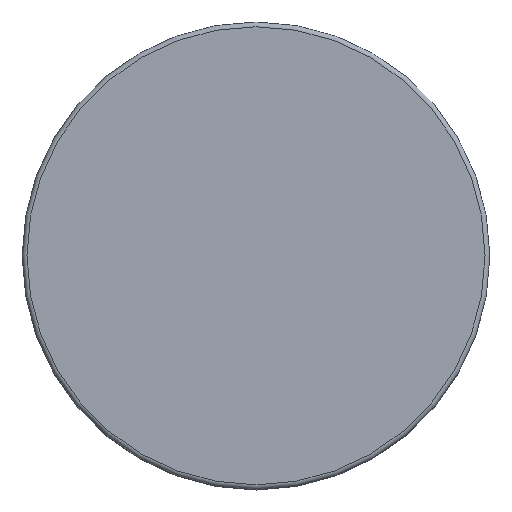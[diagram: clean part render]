
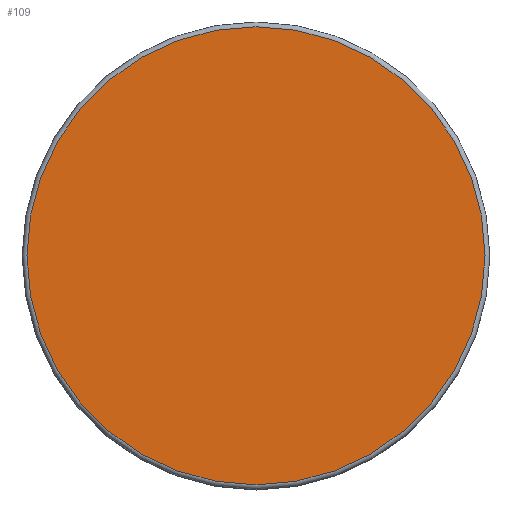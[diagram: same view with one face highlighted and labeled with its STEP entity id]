
A CAD part, top view. The second image highlights one B-rep face of the part: STEP entity #109.
In plain terms, the highlighted face is planar.
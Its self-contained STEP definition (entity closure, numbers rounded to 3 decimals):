
#109 = ADVANCED_FACE( '', ( #215 ), #216, .F. );
#215 = FACE_OUTER_BOUND( '', #330, .T. );
#216 = PLANE( '', #331 );
#330 = EDGE_LOOP( '', ( #462 ) );
#331 = AXIS2_PLACEMENT_3D( '', #463, #464, #465 );
#462 = ORIENTED_EDGE( '', *, *, #650, .T. );
#463 = CARTESIAN_POINT( '', ( 3.5, 24., 0. ) );
#464 = DIRECTION( '', ( -1., 0., 0. ) );
#465 = DIRECTION( '', ( 0., 0., 1. ) );
#650 = EDGE_CURVE( '', #750, #750, #751, .T. );
#750 = VERTEX_POINT( '', #910 );
#751 = CIRCLE( '', #911, 24. );
#910 = CARTESIAN_POINT( '', ( 3.5, 0., -24. ) );
#911 = AXIS2_PLACEMENT_3D( '', #1017, #1018, #1019 );
#1017 = CARTESIAN_POINT( '', ( 3.5, 0., 0. ) );
#1018 = DIRECTION( '', ( 1., 0., 0. ) );
#1019 = DIRECTION( '', ( 0., 0., -1. ) );
